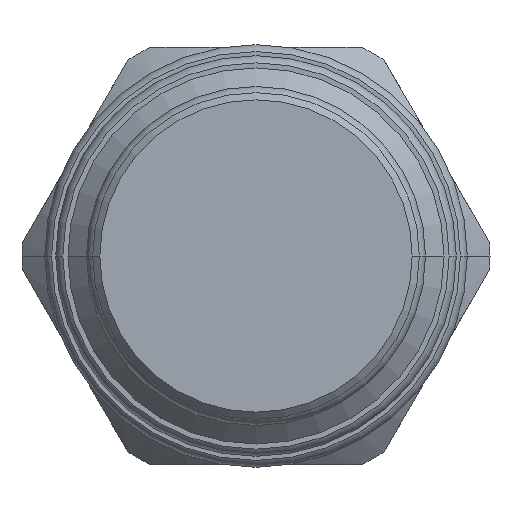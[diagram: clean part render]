
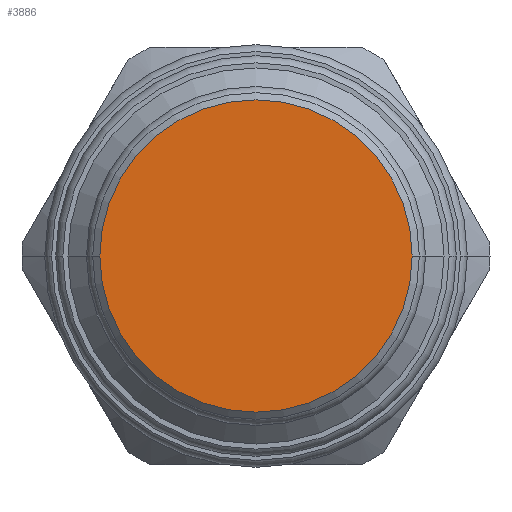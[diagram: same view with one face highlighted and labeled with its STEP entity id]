
A CAD part, front view. The second image highlights one B-rep face of the part: STEP entity #3886.
In plain terms, the highlighted planar face has unit normal (0, -1, 0).
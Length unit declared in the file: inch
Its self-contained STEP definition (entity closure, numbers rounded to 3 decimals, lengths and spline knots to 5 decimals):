
#1561=CARTESIAN_POINT('',(0.,0.,0.));
#1562=DIRECTION('',(0.,-1.,0.));
#1563=DIRECTION('',(1.,0.,0.));
#1564=AXIS2_PLACEMENT_3D('',#1561,#1562,#1563);
#1566=CARTESIAN_POINT('',(0.,0.,0.));
#1567=DIRECTION('',(0.,-1.,0.));
#1568=DIRECTION('',(-1.,0.,0.));
#1569=AXIS2_PLACEMENT_3D('',#1566,#1567,#1568);
#1781=CARTESIAN_POINT('',(0.327,0.,0.));
#1782=CARTESIAN_POINT('',(-0.327,0.,0.));
#1783=VERTEX_POINT('',#1781);
#1784=VERTEX_POINT('',#1782);
#3876=CARTESIAN_POINT('',(0.,0.,0.));
#3877=DIRECTION('',(0.,1.,0.));
#3878=DIRECTION('',(1.,0.,0.));
#3879=AXIS2_PLACEMENT_3D('',#3876,#3877,#3878);
#3880=PLANE('',#3879);
#3881=ORIENTED_EDGE('',*,*,#3866,.F.);
#3883=ORIENTED_EDGE('',*,*,#3882,.F.);
#3884=EDGE_LOOP('',(#3881,#3883));
#3885=FACE_OUTER_BOUND('',#3884,.F.);
#1565=CIRCLE('',#1564,0.327);
#1570=CIRCLE('',#1569,0.327);
#3866=EDGE_CURVE('',#1783,#1784,#1565,.T.);
#3882=EDGE_CURVE('',#1784,#1783,#1570,.T.);
#3886=ADVANCED_FACE('',(#3885),#3880,.F.);
